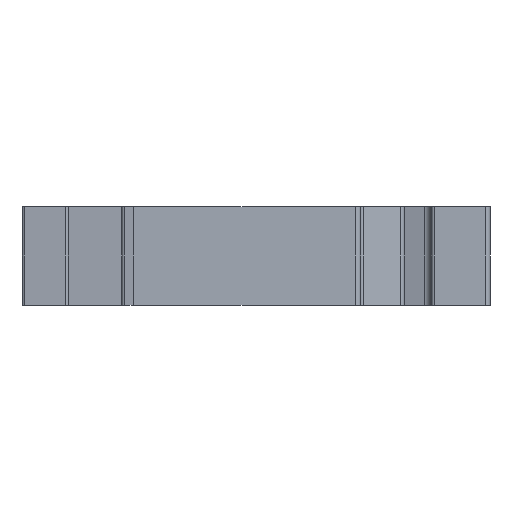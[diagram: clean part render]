
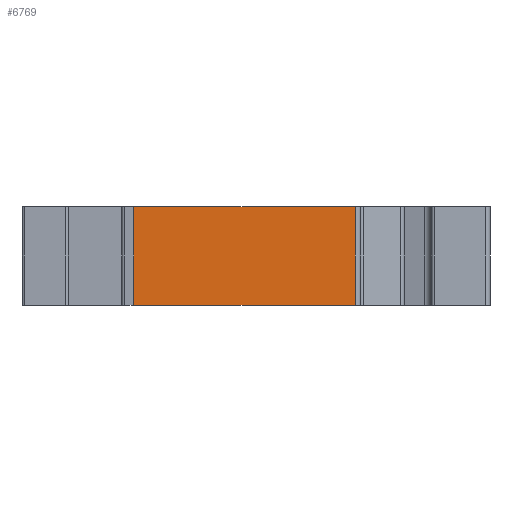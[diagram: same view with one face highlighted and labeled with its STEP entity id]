
A CAD part, left-side view. The second image highlights one B-rep face of the part: STEP entity #6769.
In plain terms, the highlighted planar face has unit normal (-1, 0, 0).
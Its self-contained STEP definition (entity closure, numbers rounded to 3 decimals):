
#945=DIRECTION('',(0.,1.,0.));
#946=VECTOR('',#945,22.757);
#947=CARTESIAN_POINT('',(-33.9,7.8,-5.25));
#948=LINE('',#947,#946);
#1365=DIRECTION('',(0.,1.,0.));
#1366=VECTOR('',#1365,22.757);
#1367=CARTESIAN_POINT('',(-33.9,7.8,4.85));
#1368=LINE('',#1367,#1366);
#2489=DIRECTION('',(0.,0.,1.));
#2490=VECTOR('',#2489,10.1);
#2491=CARTESIAN_POINT('',(-33.9,7.8,-5.25));
#2492=LINE('',#2491,#2490);
#2493=DIRECTION('',(0.,0.,1.));
#2494=VECTOR('',#2493,10.1);
#2495=CARTESIAN_POINT('',(-33.9,30.557,-5.25));
#2496=LINE('',#2495,#2494);
#2958=CARTESIAN_POINT('',(-33.9,7.8,4.85));
#2960=VERTEX_POINT('',#2958);
#2964=CARTESIAN_POINT('',(-33.9,7.8,-5.25));
#2965=VERTEX_POINT('',#2964);
#3028=CARTESIAN_POINT('',(-33.9,30.557,4.85));
#3029=VERTEX_POINT('',#3028);
#3030=CARTESIAN_POINT('',(-33.9,30.557,-5.25));
#3031=VERTEX_POINT('',#3030);
#6756=CARTESIAN_POINT('',(-33.9,-6.,4.85));
#6757=DIRECTION('',(1.,0.,0.));
#6758=DIRECTION('',(0.,1.,0.));
#6759=AXIS2_PLACEMENT_3D('',#6756,#6757,#6758);
#6760=PLANE('',#6759);
#6762=ORIENTED_EDGE('',*,*,#6761,.F.);
#6763=ORIENTED_EDGE('',*,*,#4404,.T.);
#6765=ORIENTED_EDGE('',*,*,#6764,.T.);
#6766=ORIENTED_EDGE('',*,*,#4652,.F.);
#6767=EDGE_LOOP('',(#6762,#6763,#6765,#6766));
#6768=FACE_OUTER_BOUND('',#6767,.F.);
#6769=ADVANCED_FACE('',(#6768),#6760,.F.);
#4404=EDGE_CURVE('',#2965,#3031,#948,.T.);
#4652=EDGE_CURVE('',#2960,#3029,#1368,.T.);
#6761=EDGE_CURVE('',#2965,#2960,#2492,.T.);
#6764=EDGE_CURVE('',#3031,#3029,#2496,.T.);
